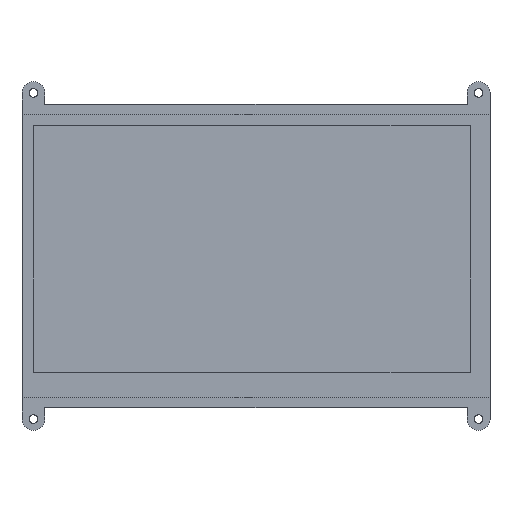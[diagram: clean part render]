
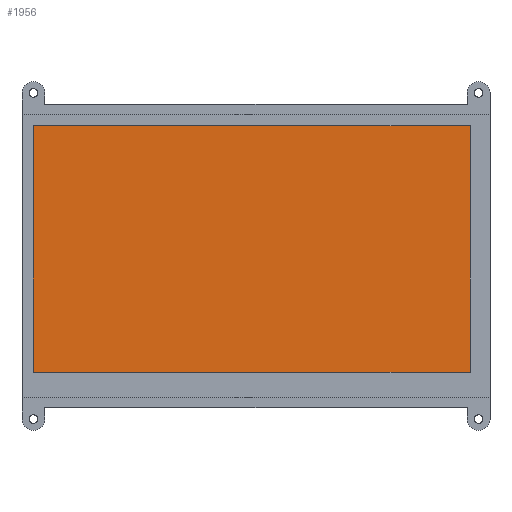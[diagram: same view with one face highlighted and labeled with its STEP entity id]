
A CAD part, front view. The second image highlights one B-rep face of the part: STEP entity #1956.
In plain terms, the highlighted planar face has unit normal (0, -1, 0).
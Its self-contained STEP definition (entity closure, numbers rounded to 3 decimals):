
#274=FACE_OUTER_BOUND('',#407,.T.);
#407=EDGE_LOOP('',(#1670,#1671,#1672,#1673));
#601=LINE('',#3072,#813);
#605=LINE('',#3079,#817);
#608=LINE('',#3085,#820);
#610=LINE('',#3088,#822);
#813=VECTOR('',#2537,10.);
#817=VECTOR('',#2543,10.);
#820=VECTOR('',#2548,10.);
#822=VECTOR('',#2552,10.);
#997=VERTEX_POINT('',#3069);
#998=VERTEX_POINT('',#3071);
#1000=VERTEX_POINT('',#3077);
#1002=VERTEX_POINT('',#3083);
#1225=EDGE_CURVE('',#997,#998,#601,.T.);
#1229=EDGE_CURVE('',#1000,#997,#605,.T.);
#1232=EDGE_CURVE('',#1002,#1000,#608,.T.);
#1234=EDGE_CURVE('',#998,#1002,#610,.T.);
#1670=ORIENTED_EDGE('',*,*,#1234,.F.);
#1671=ORIENTED_EDGE('',*,*,#1225,.F.);
#1672=ORIENTED_EDGE('',*,*,#1229,.F.);
#1673=ORIENTED_EDGE('',*,*,#1232,.F.);
#1856=PLANE('',#2110);
#1956=ADVANCED_FACE('',(#274),#1856,.F.);
#2110=AXIS2_PLACEMENT_3D('',#3089,#2553,#2554);
#2537=DIRECTION('',(-1.,0.,0.));
#2543=DIRECTION('',(0.,0.,-1.));
#2548=DIRECTION('',(1.,0.,0.));
#2552=DIRECTION('',(0.,0.,1.));
#2553=DIRECTION('center_axis',(0.,1.,0.));
#2554=DIRECTION('ref_axis',(0.,0.,1.));
#3069=CARTESIAN_POINT('',(-3.,-8.169,16.5));
#3071=CARTESIAN_POINT('',(-157.,-8.169,16.5));
#3072=CARTESIAN_POINT('',(-118.5,-8.169,16.5));
#3077=CARTESIAN_POINT('',(-3.,-8.169,103.5));
#3079=CARTESIAN_POINT('',(-3.,-8.169,38.25));
#3083=CARTESIAN_POINT('',(-157.,-8.169,103.5));
#3085=CARTESIAN_POINT('',(-41.5,-8.169,103.5));
#3088=CARTESIAN_POINT('',(-157.,-8.169,81.75));
#3089=CARTESIAN_POINT('Origin',(-80.,-8.169,60.));
